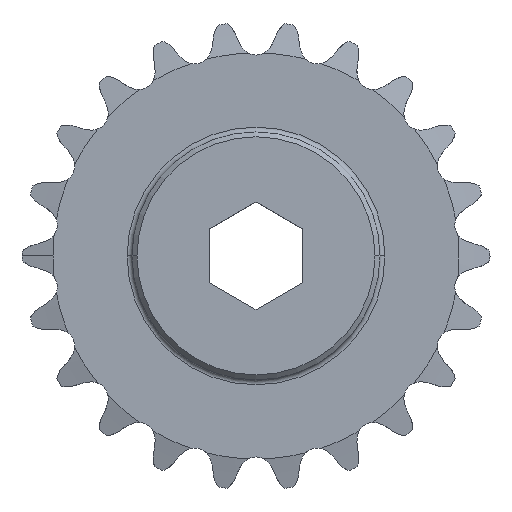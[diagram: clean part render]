
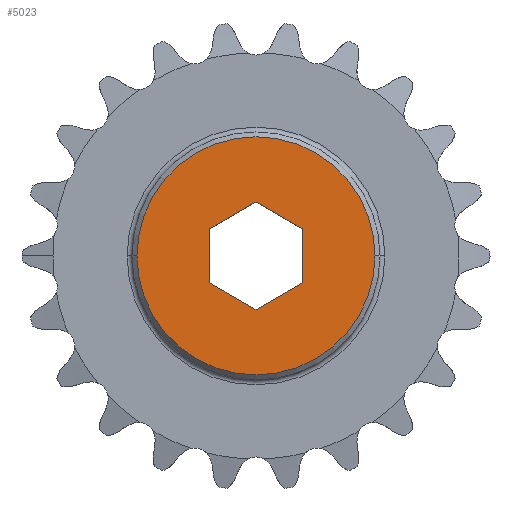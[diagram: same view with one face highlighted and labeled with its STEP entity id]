
A CAD part, top view. The second image highlights one B-rep face of the part: STEP entity #5023.
In plain terms, the highlighted planar face has unit normal (0, 0, 1).
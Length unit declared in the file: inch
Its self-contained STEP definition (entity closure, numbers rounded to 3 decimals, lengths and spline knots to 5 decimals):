
#33 = DIRECTION ( 'NONE',  ( 0., 0., 1. ) ) ;
#461 = CARTESIAN_POINT ( 'NONE',  ( -0.188, 0.10854, 0.36125 ) ) ;
#597 = FACE_OUTER_BOUND ( 'NONE', #952, .T. ) ;
#705 = DIRECTION ( 'NONE',  ( 1., 0., 0. ) ) ;
#763 = VECTOR ( 'NONE', #7903, 39.37008 ) ;
#769 = CARTESIAN_POINT ( 'NONE',  ( 0., -0.21708, 0.36125 ) ) ;
#952 = EDGE_LOOP ( 'NONE', ( #4149, #4874 ) ) ;
#1131 = EDGE_CURVE ( 'NONE', #2061, #5103, #3437, .T. ) ;
#1181 = DIRECTION ( 'NONE',  ( 0., 0., 1. ) ) ;
#1250 = CARTESIAN_POINT ( 'NONE',  ( 0., 0., 0.36125 ) ) ;
#1411 = AXIS2_PLACEMENT_3D ( 'NONE', #7626, #33, #705 ) ;
#1434 = VERTEX_POINT ( 'NONE', #6082 ) ;
#1471 = EDGE_CURVE ( 'NONE', #2361, #8023, #4665, .T. ) ;
#1472 = CARTESIAN_POINT ( 'NONE',  ( 0., 0.21708, 0.36125 ) ) ;
#1560 = AXIS2_PLACEMENT_3D ( 'NONE', #8140, #1181, #6055 ) ;
#1950 = EDGE_LOOP ( 'NONE', ( #6606, #8180, #5112, #3097, #6295, #7677 ) ) ;
#2061 = VERTEX_POINT ( 'NONE', #5580 ) ;
#2073 = LINE ( 'NONE', #5179, #763 ) ;
#2078 = DIRECTION ( 'NONE',  ( 0., 0., 1. ) ) ;
#2216 = CARTESIAN_POINT ( 'NONE',  ( 0.188, -0.10854, 0.36125 ) ) ;
#2361 = VERTEX_POINT ( 'NONE', #8156 ) ;
#2785 = CARTESIAN_POINT ( 'NONE',  ( 0.188, 0.10854, 0.36125 ) ) ;
#3097 = ORIENTED_EDGE ( 'NONE', *, *, #3871, .F. ) ;
#3161 = AXIS2_PLACEMENT_3D ( 'NONE', #1250, #2078, #8312 ) ;
#3420 = EDGE_CURVE ( 'NONE', #5103, #2361, #8996, .T. ) ;
#3423 = CARTESIAN_POINT ( 'NONE',  ( -0.188, -0.10854, 0.36125 ) ) ;
#3437 = LINE ( 'NONE', #769, #8105 ) ;
#3871 = EDGE_CURVE ( 'NONE', #6962, #2061, #8123, .T. ) ;
#3963 = DIRECTION ( 'NONE',  ( 0.866, -0.5, 0. ) ) ;
#3966 = PLANE ( 'NONE',  #1560 ) ;
#4149 = ORIENTED_EDGE ( 'NONE', *, *, #9017, .T. ) ;
#4277 = DIRECTION ( 'NONE',  ( -0.866, 0.5, 0. ) ) ;
#4310 = CARTESIAN_POINT ( 'NONE',  ( 0.48031, 0., 0.36125 ) ) ;
#4369 = DIRECTION ( 'NONE',  ( 0., 1., 0. ) ) ;
#4494 = CIRCLE ( 'NONE', #1411, 0.48031 ) ;
#4612 = CIRCLE ( 'NONE', #3161, 0.48031 ) ;
#4665 = LINE ( 'NONE', #2785, #6725 ) ;
#4874 = ORIENTED_EDGE ( 'NONE', *, *, #7675, .T. ) ;
#4941 = CARTESIAN_POINT ( 'NONE',  ( 0.188, -0.10854, 0.36125 ) ) ;
#5023 = ADVANCED_FACE ( 'NONE', ( #597, #7366 ), #3966, .T. ) ;
#5082 = EDGE_CURVE ( 'NONE', #8023, #6880, #8019, .T. ) ;
#5103 = VERTEX_POINT ( 'NONE', #4941 ) ;
#5112 = ORIENTED_EDGE ( 'NONE', *, *, #1131, .F. ) ;
#5179 = CARTESIAN_POINT ( 'NONE',  ( -0.188, 0.10854, 0.36125 ) ) ;
#5524 = CARTESIAN_POINT ( 'NONE',  ( 0., 0.21708, 0.36125 ) ) ;
#5580 = CARTESIAN_POINT ( 'NONE',  ( 0., -0.21708, 0.36125 ) ) ;
#6055 = DIRECTION ( 'NONE',  ( 1., 0., 0. ) ) ;
#6082 = CARTESIAN_POINT ( 'NONE',  ( -0.48031, 0., 0.36125 ) ) ;
#6295 = ORIENTED_EDGE ( 'NONE', *, *, #7149, .F. ) ;
#6606 = ORIENTED_EDGE ( 'NONE', *, *, #1471, .F. ) ;
#6633 = VECTOR ( 'NONE', #3963, 39.37008 ) ;
#6725 = VECTOR ( 'NONE', #4277, 39.37008 ) ;
#6744 = CARTESIAN_POINT ( 'NONE',  ( -0.188, -0.10854, 0.36125 ) ) ;
#6880 = VERTEX_POINT ( 'NONE', #461 ) ;
#6936 = DIRECTION ( 'NONE',  ( 0.866, 0.5, 0. ) ) ;
#6962 = VERTEX_POINT ( 'NONE', #3423 ) ;
#7149 = EDGE_CURVE ( 'NONE', #6880, #6962, #2073, .T. ) ;
#7366 = FACE_BOUND ( 'NONE', #1950, .T. ) ;
#7626 = CARTESIAN_POINT ( 'NONE',  ( 0., 0., 0.36125 ) ) ;
#7675 = EDGE_CURVE ( 'NONE', #9005, #1434, #4612, .T. ) ;
#7677 = ORIENTED_EDGE ( 'NONE', *, *, #5082, .F. ) ;
#7705 = DIRECTION ( 'NONE',  ( -0.866, -0.5, 0. ) ) ;
#7807 = VECTOR ( 'NONE', #7705, 39.37008 ) ;
#7903 = DIRECTION ( 'NONE',  ( 0., -1., 0. ) ) ;
#8019 = LINE ( 'NONE', #5524, #7807 ) ;
#8023 = VERTEX_POINT ( 'NONE', #1472 ) ;
#8105 = VECTOR ( 'NONE', #6936, 39.37008 ) ;
#8123 = LINE ( 'NONE', #6744, #6633 ) ;
#8140 = CARTESIAN_POINT ( 'NONE',  ( 0., 0., 0.36125 ) ) ;
#8156 = CARTESIAN_POINT ( 'NONE',  ( 0.188, 0.10854, 0.36125 ) ) ;
#8180 = ORIENTED_EDGE ( 'NONE', *, *, #3420, .F. ) ;
#8312 = DIRECTION ( 'NONE',  ( 1., 0., 0. ) ) ;
#8685 = VECTOR ( 'NONE', #4369, 39.37008 ) ;
#8996 = LINE ( 'NONE', #2216, #8685 ) ;
#9005 = VERTEX_POINT ( 'NONE', #4310 ) ;
#9017 = EDGE_CURVE ( 'NONE', #1434, #9005, #4494, .T. ) ;
